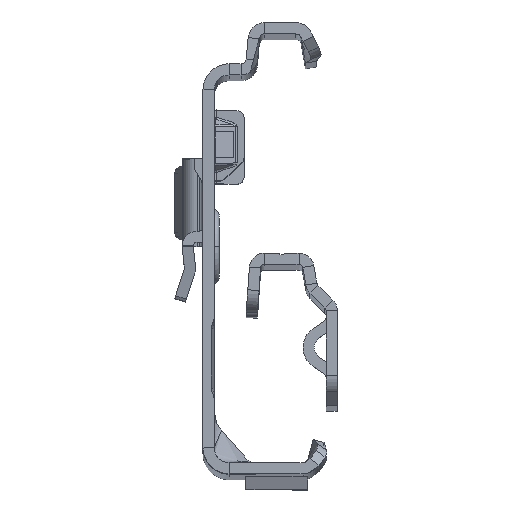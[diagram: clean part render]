
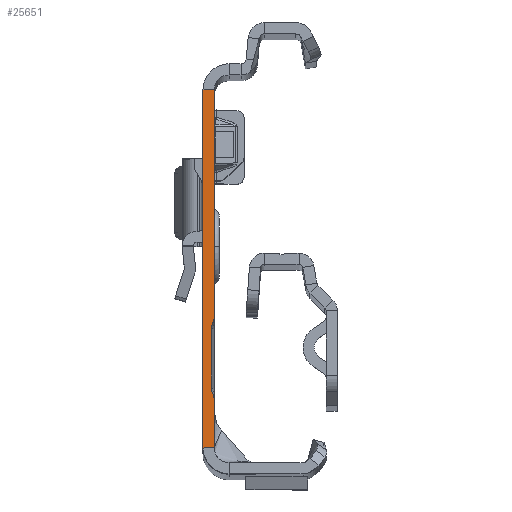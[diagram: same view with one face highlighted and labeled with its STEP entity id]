
A CAD part, top view. The second image highlights one B-rep face of the part: STEP entity #25651.
In plain terms, the highlighted planar face has unit normal (0, 0, 1).
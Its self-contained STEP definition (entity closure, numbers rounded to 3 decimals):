
#103 = DIRECTION ( 'NONE',  ( 0., -1., 0. ) ) ;
#189 = ORIENTED_EDGE ( 'NONE', *, *, #1274, .F. ) ;
#289 = VERTEX_POINT ( 'NONE', #24548 ) ;
#312 = VERTEX_POINT ( 'NONE', #20350 ) ;
#723 = CARTESIAN_POINT ( 'NONE',  ( -1.5, 24.135, 0. ) ) ;
#747 = CARTESIAN_POINT ( 'NONE',  ( 0.6, -9.865, 0. ) ) ;
#782 = VERTEX_POINT ( 'NONE', #17017 ) ;
#887 = ORIENTED_EDGE ( 'NONE', *, *, #23169, .F. ) ;
#1110 = EDGE_CURVE ( 'NONE', #13830, #21126, #16846, .T. ) ;
#1119 = VERTEX_POINT ( 'NONE', #14523 ) ;
#1166 = ORIENTED_EDGE ( 'NONE', *, *, #19985, .F. ) ;
#1213 = AXIS2_PLACEMENT_3D ( 'NONE', #1644, #1519, #5763 ) ;
#1274 = EDGE_CURVE ( 'NONE', #3442, #16952, #4736, .T. ) ;
#1519 = DIRECTION ( 'NONE',  ( 0., 0., -1. ) ) ;
#1644 = CARTESIAN_POINT ( 'NONE',  ( -2.5, -19.499, 0. ) ) ;
#1662 = DIRECTION ( 'NONE',  ( -1., 0., 0. ) ) ;
#2076 = EDGE_CURVE ( 'NONE', #16952, #17362, #3892, .T. ) ;
#2251 = VERTEX_POINT ( 'NONE', #20690 ) ;
#3291 = VECTOR ( 'NONE', #15084, 1000. ) ;
#3405 = CARTESIAN_POINT ( 'NONE',  ( -2.5, -8.231, 0. ) ) ;
#3442 = VERTEX_POINT ( 'NONE', #22298 ) ;
#3826 = CARTESIAN_POINT ( 'NONE',  ( -0.234, -18.442, 0. ) ) ;
#3892 = CIRCLE ( 'NONE', #4772, 2.5 ) ;
#4736 = LINE ( 'NONE', #5151, #4750 ) ;
#4744 = CARTESIAN_POINT ( 'NONE',  ( 0., -25.865, 0. ) ) ;
#4750 = VECTOR ( 'NONE', #21748, 1000. ) ;
#4772 = AXIS2_PLACEMENT_3D ( 'NONE', #3405, #19627, #9542 ) ;
#5022 = DIRECTION ( 'NONE',  ( -1., 0., 0. ) ) ;
#5151 = CARTESIAN_POINT ( 'NONE',  ( 0., 24.135, 0. ) ) ;
#5763 = DIRECTION ( 'NONE',  ( 1., 0., 0. ) ) ;
#6790 = LINE ( 'NONE', #4744, #16531 ) ;
#6810 = CARTESIAN_POINT ( 'NONE',  ( -0.234, -9.288, 0. ) ) ;
#6865 = DIRECTION ( 'NONE',  ( 0., 0., 1. ) ) ;
#7449 = CARTESIAN_POINT ( 'NONE',  ( -1.5, -25.865, 0. ) ) ;
#7824 = CARTESIAN_POINT ( 'NONE',  ( 0., 22.135, 0. ) ) ;
#7929 = LINE ( 'NONE', #3826, #25266 ) ;
#7957 = VECTOR ( 'NONE', #12292, 1000. ) ;
#7982 = EDGE_CURVE ( 'NONE', #14867, #312, #7929, .T. ) ;
#8182 = CIRCLE ( 'NONE', #1213, 2.5 ) ;
#8905 = PLANE ( 'NONE',  #19285 ) ;
#9037 = DIRECTION ( 'NONE',  ( 0., -1., 0. ) ) ;
#9063 = DIRECTION ( 'NONE',  ( -1., 0., 0. ) ) ;
#9331 = DIRECTION ( 'NONE',  ( 0.423, -0.906, 0. ) ) ;
#9542 = DIRECTION ( 'NONE',  ( -1., 0., 0. ) ) ;
#9551 = CIRCLE ( 'NONE', #17809, 1. ) ;
#10055 = CARTESIAN_POINT ( 'NONE',  ( 0., -19.499, 0. ) ) ;
#10889 = ORIENTED_EDGE ( 'NONE', *, *, #7982, .F. ) ;
#12292 = DIRECTION ( 'NONE',  ( 0., -1., 0. ) ) ;
#12451 = CARTESIAN_POINT ( 'NONE',  ( 0., -8.231, 0. ) ) ;
#13823 = EDGE_CURVE ( 'NONE', #289, #1119, #16913, .T. ) ;
#13830 = VERTEX_POINT ( 'NONE', #23043 ) ;
#14190 = CARTESIAN_POINT ( 'NONE',  ( -0.234, -9.288, 0. ) ) ;
#14424 = EDGE_CURVE ( 'NONE', #17362, #2251, #25453, .T. ) ;
#14523 = CARTESIAN_POINT ( 'NONE',  ( -0.4, -17.865, 0. ) ) ;
#14591 = VERTEX_POINT ( 'NONE', #10055 ) ;
#14650 = CARTESIAN_POINT ( 'NONE',  ( -1.5, 24.135, 0. ) ) ;
#14718 = DIRECTION ( 'NONE',  ( 0., -1., 0. ) ) ;
#14867 = VERTEX_POINT ( 'NONE', #16138 ) ;
#15084 = DIRECTION ( 'NONE',  ( -0.423, -0.906, 0. ) ) ;
#15277 = ORIENTED_EDGE ( 'NONE', *, *, #24987, .F. ) ;
#15565 = CIRCLE ( 'NONE', #17762, 1. ) ;
#15799 = EDGE_CURVE ( 'NONE', #1119, #14867, #15565, .T. ) ;
#15856 = ORIENTED_EDGE ( 'NONE', *, *, #15799, .F. ) ;
#16025 = EDGE_LOOP ( 'NONE', ( #25909, #189, #17406, #20862, #887, #15277, #25072, #10889, #15856, #20465, #1166, #25585 ) ) ;
#16091 = EDGE_CURVE ( 'NONE', #3442, #13830, #26587, .T. ) ;
#16138 = CARTESIAN_POINT ( 'NONE',  ( -0.306, -18.288, 0. ) ) ;
#16505 = CARTESIAN_POINT ( 'NONE',  ( -0.4, -9.865, 0. ) ) ;
#16531 = VECTOR ( 'NONE', #5022, 1000. ) ;
#16846 = LINE ( 'NONE', #14650, #24643 ) ;
#16913 = LINE ( 'NONE', #16505, #25433 ) ;
#16952 = VERTEX_POINT ( 'NONE', #12451 ) ;
#17017 = CARTESIAN_POINT ( 'NONE',  ( 0., -25.865, 0. ) ) ;
#17362 = VERTEX_POINT ( 'NONE', #14190 ) ;
#17406 = ORIENTED_EDGE ( 'NONE', *, *, #16091, .T. ) ;
#17762 = AXIS2_PLACEMENT_3D ( 'NONE', #25289, #25546, #21344 ) ;
#17809 = AXIS2_PLACEMENT_3D ( 'NONE', #747, #23765, #9063 ) ;
#17916 = LINE ( 'NONE', #26198, #7957 ) ;
#18827 = EDGE_CURVE ( 'NONE', #312, #14591, #8182, .T. ) ;
#19285 = AXIS2_PLACEMENT_3D ( 'NONE', #723, #6865, #9037 ) ;
#19627 = DIRECTION ( 'NONE',  ( 0., 0., -1. ) ) ;
#19821 = VECTOR ( 'NONE', #1662, 1000. ) ;
#19985 = EDGE_CURVE ( 'NONE', #2251, #289, #9551, .T. ) ;
#20350 = CARTESIAN_POINT ( 'NONE',  ( -0.234, -18.442, 0. ) ) ;
#20465 = ORIENTED_EDGE ( 'NONE', *, *, #13823, .F. ) ;
#20690 = CARTESIAN_POINT ( 'NONE',  ( -0.306, -9.443, 0. ) ) ;
#20862 = ORIENTED_EDGE ( 'NONE', *, *, #1110, .T. ) ;
#20903 = FACE_OUTER_BOUND ( 'NONE', #16025, .T. ) ;
#21126 = VERTEX_POINT ( 'NONE', #7449 ) ;
#21344 = DIRECTION ( 'NONE',  ( 1., 0., 0. ) ) ;
#21748 = DIRECTION ( 'NONE',  ( 0., -1., 0. ) ) ;
#22298 = CARTESIAN_POINT ( 'NONE',  ( 0., 22.135, 0. ) ) ;
#23043 = CARTESIAN_POINT ( 'NONE',  ( -1.5, 22.135, 0. ) ) ;
#23169 = EDGE_CURVE ( 'NONE', #782, #21126, #6790, .T. ) ;
#23765 = DIRECTION ( 'NONE',  ( 0., 0., 1. ) ) ;
#24548 = CARTESIAN_POINT ( 'NONE',  ( -0.4, -9.865, 0. ) ) ;
#24643 = VECTOR ( 'NONE', #103, 1000. ) ;
#24987 = EDGE_CURVE ( 'NONE', #14591, #782, #17916, .T. ) ;
#25072 = ORIENTED_EDGE ( 'NONE', *, *, #18827, .F. ) ;
#25266 = VECTOR ( 'NONE', #9331, 1000. ) ;
#25289 = CARTESIAN_POINT ( 'NONE',  ( 0.6, -17.865, 0. ) ) ;
#25433 = VECTOR ( 'NONE', #14718, 1000. ) ;
#25453 = LINE ( 'NONE', #6810, #3291 ) ;
#25546 = DIRECTION ( 'NONE',  ( 0., 0., 1. ) ) ;
#25585 = ORIENTED_EDGE ( 'NONE', *, *, #14424, .F. ) ;
#25651 = ADVANCED_FACE ( 'NONE', ( #20903 ), #8905, .T. ) ;
#25909 = ORIENTED_EDGE ( 'NONE', *, *, #2076, .F. ) ;
#26198 = CARTESIAN_POINT ( 'NONE',  ( 0., 24.135, 0. ) ) ;
#26587 = LINE ( 'NONE', #7824, #19821 ) ;
